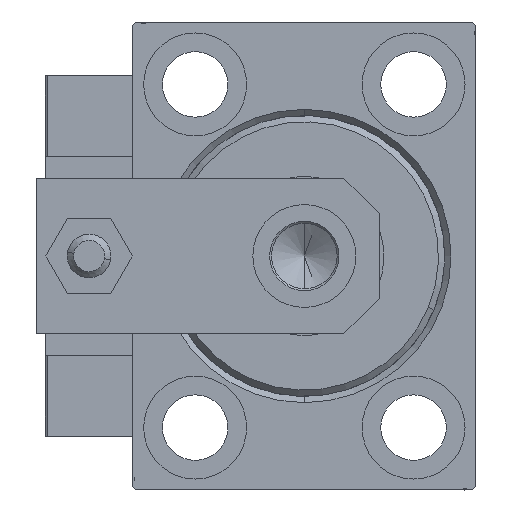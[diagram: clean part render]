
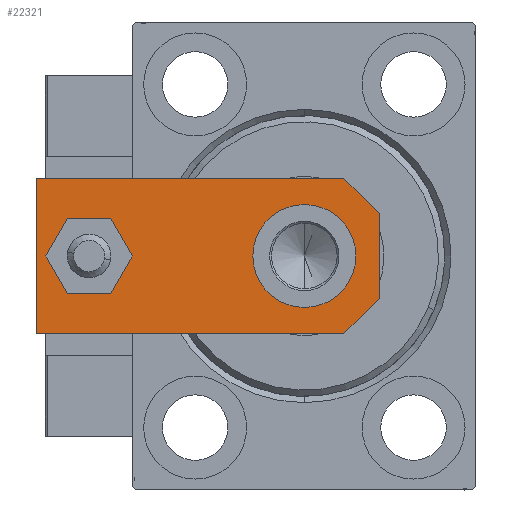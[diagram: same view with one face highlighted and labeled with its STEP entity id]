
A CAD part, left-side view. The second image highlights one B-rep face of the part: STEP entity #22321.
In plain terms, the highlighted face is planar.
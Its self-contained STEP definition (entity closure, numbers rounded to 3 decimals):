
#695 = VECTOR ( 'NONE', #43327, 1000. ) ;
#1034 = CARTESIAN_POINT ( 'NONE',  ( 8.25, 12., 6. ) ) ;
#1782 = VECTOR ( 'NONE', #37716, 1000. ) ;
#3208 = ORIENTED_EDGE ( 'NONE', *, *, #6500, .F. ) ;
#4136 = CIRCLE ( 'NONE', #38659, 4. ) ;
#5180 = CARTESIAN_POINT ( 'NONE',  ( 4., 46.5, 6. ) ) ;
#5342 = ORIENTED_EDGE ( 'NONE', *, *, #9950, .T. ) ;
#5844 = DIRECTION ( 'NONE',  ( 0., 0., 1. ) ) ;
#6292 = CARTESIAN_POINT ( 'NONE',  ( -12.5, 55., 6. ) ) ;
#6347 = CARTESIAN_POINT ( 'NONE',  ( 0., 46.5, 6. ) ) ;
#6500 = EDGE_CURVE ( 'NONE', #13978, #17070, #8264, .T. ) ;
#7652 = VERTEX_POINT ( 'NONE', #48903 ) ;
#8264 = CIRCLE ( 'NONE', #13191, 4. ) ;
#8523 = LINE ( 'NONE', #47453, #695 ) ;
#8812 = ORIENTED_EDGE ( 'NONE', *, *, #39971, .T. ) ;
#9163 = FACE_BOUND ( 'NONE', #44126, .T. ) ;
#9672 = PLANE ( 'NONE',  #39700 ) ;
#9950 = EDGE_CURVE ( 'NONE', #25850, #41189, #8523, .T. ) ;
#10184 = ORIENTED_EDGE ( 'NONE', *, *, #27529, .T. ) ;
#10205 = DIRECTION ( 'NONE',  ( 0., 0., 1. ) ) ;
#10431 = LINE ( 'NONE', #21264, #46915 ) ;
#12936 = DIRECTION ( 'NONE',  ( -1., 0., 0. ) ) ;
#13191 = AXIS2_PLACEMENT_3D ( 'NONE', #17593, #17073, #21188 ) ;
#13202 = EDGE_LOOP ( 'NONE', ( #47798, #43768 ) ) ;
#13276 = VECTOR ( 'NONE', #12936, 1000. ) ;
#13514 = VERTEX_POINT ( 'NONE', #48809 ) ;
#13978 = VERTEX_POINT ( 'NONE', #37390 ) ;
#14233 = VERTEX_POINT ( 'NONE', #1034 ) ;
#15731 = CARTESIAN_POINT ( 'NONE',  ( 3.42, -3.42, 6. ) ) ;
#17070 = VERTEX_POINT ( 'NONE', #5180 ) ;
#17073 = DIRECTION ( 'NONE',  ( 0., 0., 1. ) ) ;
#17405 = EDGE_CURVE ( 'NONE', #31811, #19178, #10431, .T. ) ;
#17593 = CARTESIAN_POINT ( 'NONE',  ( 0., 46.5, 6. ) ) ;
#19178 = VERTEX_POINT ( 'NONE', #25477 ) ;
#19402 = EDGE_CURVE ( 'NONE', #14233, #7652, #19845, .T. ) ;
#19490 = CARTESIAN_POINT ( 'NONE',  ( -12.5, 0., 6. ) ) ;
#19845 = CIRCLE ( 'NONE', #47842, 8.25 ) ;
#20834 = ORIENTED_EDGE ( 'NONE', *, *, #17405, .T. ) ;
#21188 = DIRECTION ( 'NONE',  ( 1., 0., 0. ) ) ;
#21264 = CARTESIAN_POINT ( 'NONE',  ( -3.42, -3.42, 6. ) ) ;
#21801 = CARTESIAN_POINT ( 'NONE',  ( 12.5, 55., 6. ) ) ;
#22045 = CARTESIAN_POINT ( 'NONE',  ( 0., 0., 6. ) ) ;
#22321 = ADVANCED_FACE ( 'NONE', ( #9163, #29784, #40863 ), #9672, .T. ) ;
#24132 = VECTOR ( 'NONE', #50660, 1000. ) ;
#25477 = CARTESIAN_POINT ( 'NONE',  ( -6.84, 0., 6. ) ) ;
#25850 = VERTEX_POINT ( 'NONE', #42246 ) ;
#25940 = DIRECTION ( 'NONE',  ( 0., 0., 1. ) ) ;
#27349 = EDGE_CURVE ( 'NONE', #7652, #14233, #27379, .T. ) ;
#27379 = CIRCLE ( 'NONE', #47938, 8.25 ) ;
#27529 = EDGE_CURVE ( 'NONE', #19178, #13514, #34947, .T. ) ;
#29784 = FACE_OUTER_BOUND ( 'NONE', #45616, .T. ) ;
#30044 = DIRECTION ( 'NONE',  ( 1., 0., 0. ) ) ;
#31811 = VERTEX_POINT ( 'NONE', #33717 ) ;
#32643 = CARTESIAN_POINT ( 'NONE',  ( 0., 12., 6. ) ) ;
#33028 = LINE ( 'NONE', #37146, #13276 ) ;
#33717 = CARTESIAN_POINT ( 'NONE',  ( -12.5, 5.66, 6. ) ) ;
#34947 = LINE ( 'NONE', #19490, #24132 ) ;
#36695 = EDGE_CURVE ( 'NONE', #17070, #13978, #4136, .T. ) ;
#37025 = CARTESIAN_POINT ( 'NONE',  ( 0., 12., 6. ) ) ;
#37146 = CARTESIAN_POINT ( 'NONE',  ( 12.5, 55., 6. ) ) ;
#37390 = CARTESIAN_POINT ( 'NONE',  ( -4., 46.5, 6. ) ) ;
#37716 = DIRECTION ( 'NONE',  ( 0., -1., 0. ) ) ;
#37763 = DIRECTION ( 'NONE',  ( 1., 0., 0. ) ) ;
#37767 = ORIENTED_EDGE ( 'NONE', *, *, #43098, .T. ) ;
#38659 = AXIS2_PLACEMENT_3D ( 'NONE', #6347, #10205, #30044 ) ;
#39700 = AXIS2_PLACEMENT_3D ( 'NONE', #22045, #45241, #37763 ) ;
#39951 = ORIENTED_EDGE ( 'NONE', *, *, #40120, .T. ) ;
#39971 = EDGE_CURVE ( 'NONE', #41189, #41403, #33028, .T. ) ;
#40120 = EDGE_CURVE ( 'NONE', #13514, #25850, #43059, .T. ) ;
#40863 = FACE_BOUND ( 'NONE', #13202, .T. ) ;
#40878 = DIRECTION ( 'NONE',  ( 1., 0., 0. ) ) ;
#41139 = DIRECTION ( 'NONE',  ( 1., 0., 0. ) ) ;
#41189 = VERTEX_POINT ( 'NONE', #21801 ) ;
#41403 = VERTEX_POINT ( 'NONE', #48667 ) ;
#41575 = LINE ( 'NONE', #6292, #1782 ) ;
#42246 = CARTESIAN_POINT ( 'NONE',  ( 12.5, 5.66, 6. ) ) ;
#43059 = LINE ( 'NONE', #15731, #43779 ) ;
#43098 = EDGE_CURVE ( 'NONE', #41403, #31811, #41575, .T. ) ;
#43327 = DIRECTION ( 'NONE',  ( 0., 1., 0. ) ) ;
#43768 = ORIENTED_EDGE ( 'NONE', *, *, #19402, .F. ) ;
#43779 = VECTOR ( 'NONE', #50787, 1000. ) ;
#44126 = EDGE_LOOP ( 'NONE', ( #3208, #47699 ) ) ;
#45241 = DIRECTION ( 'NONE',  ( 0., 0., 1. ) ) ;
#45616 = EDGE_LOOP ( 'NONE', ( #37767, #20834, #10184, #39951, #5342, #8812 ) ) ;
#46915 = VECTOR ( 'NONE', #49358, 1000. ) ;
#47453 = CARTESIAN_POINT ( 'NONE',  ( 12.5, 0., 6. ) ) ;
#47699 = ORIENTED_EDGE ( 'NONE', *, *, #36695, .F. ) ;
#47798 = ORIENTED_EDGE ( 'NONE', *, *, #27349, .F. ) ;
#47842 = AXIS2_PLACEMENT_3D ( 'NONE', #37025, #25940, #41139 ) ;
#47938 = AXIS2_PLACEMENT_3D ( 'NONE', #32643, #5844, #40878 ) ;
#48667 = CARTESIAN_POINT ( 'NONE',  ( -12.5, 55., 6. ) ) ;
#48809 = CARTESIAN_POINT ( 'NONE',  ( 6.84, 0., 6. ) ) ;
#48903 = CARTESIAN_POINT ( 'NONE',  ( -8.25, 12., 6. ) ) ;
#49358 = DIRECTION ( 'NONE',  ( 0.707, -0.707, 0. ) ) ;
#50660 = DIRECTION ( 'NONE',  ( 1., 0., 0. ) ) ;
#50787 = DIRECTION ( 'NONE',  ( 0.707, 0.707, 0. ) ) ;
